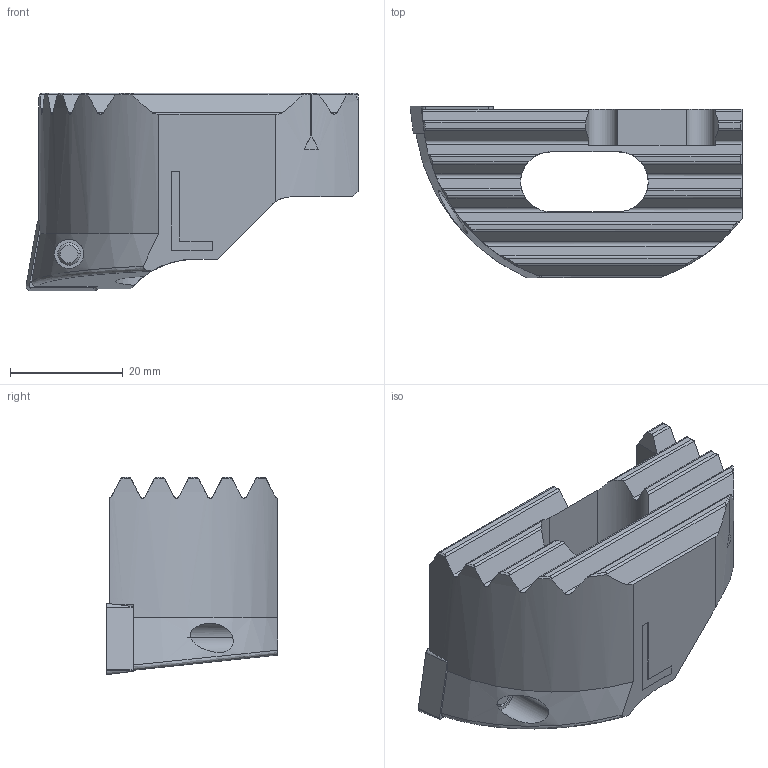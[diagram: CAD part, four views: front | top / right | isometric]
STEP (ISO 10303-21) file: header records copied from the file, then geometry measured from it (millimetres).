
FILE_DESCRIPTION(('no description'),'unknown implementation level');
FILE_NAME('541CEA79-3D7A-41C6-891E-B950044A6E0E_export.stp',' ',('CIMSOURCE GmbH'),('CADClick - KiM GmbH - www.kimweb.de'),'unknown preprocess','ACIS','unknown authorization');
FILE_SCHEMA(('automotive_design'));
Length unit declared in the file: millimetre
Products named in the file (3): 639.462 Kaiser 68-90 SW68 CC12 L|639.462 Kaiser 68-90 SW68 CC12 L;Linear austragen6; 639.462 Kaiser 68-90 SW68 CC12 L|654.991 Kaiser CCMT 120408 K20C;Kombinieren1; 639.462 Kaiser 68-90 SW68 CC12 L|694.150 Kaiser ETL M5 X 13,3 T20 IP 10S;Kreismuster1
Bounding box: 59 x 30.46 x 35.1 mm (x, y, z)
Volume: 27107.6 mm3; surface area: 9968.5 mm2
Topology: 3 solids, 3 shells, 196 faces, 533 edges, 346 vertices
Faces by surface type: plane 88, cylinder 71, cone 26, torus 10, bspline 1
Entity records: 13429 total; most frequent: CARTESIAN_POINT 2370, DIRECTION 1080, STYLED_ITEM 1078, PRESENTATION_STYLE_ASSIGNMENT 1078, COLOUR_RGB 1078, ORIENTED_EDGE 1066, EDGE_CURVE 533, CURVE_STYLE 533
